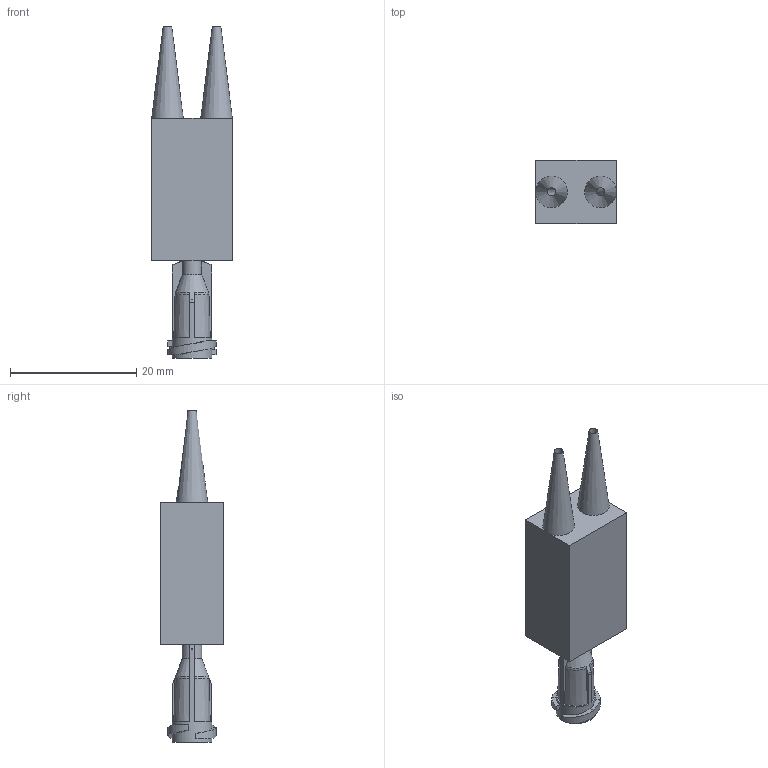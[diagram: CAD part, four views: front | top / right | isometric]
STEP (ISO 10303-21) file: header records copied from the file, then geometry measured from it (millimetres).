
FILE_DESCRIPTION(/* description */ (''),/* implementation_level */ '2;1');
FILE_NAME(/* name */ '2Split YSplit.step',/* time_stamp */ '2025-09-10T09:16:29+03:00',/* author */ (''),/* organization */ (''),/* preprocessor_version */ 'ST-DEVELOPER v20.1',/* originating_system */ 'Autodesk Translation Framework v14.10.0.0',/* authorisation */ '');
FILE_SCHEMA (('AUTOMOTIVE_DESIGN { 1 0 10303 214 3 1 1 }'));
Length unit declared in the file: millimetre
Products named in the file (3): 2 Split Y Split 15 Degree (v3~recovered); 1.35 Needle Design; LuerLock needle
Assembly tree (3 placements, depth 2):
  2 Split Y Split 15 Degree (v3~recovered)
    1.35 Needle Design  x2
    LuerLock needle
Bounding box: 12.76 x 10 x 52.53 mm (x, y, z)
Volume: 3242.5 mm3; surface area: 2403.6 mm2
Topology: 4 solids, 4 shells, 70 faces, 188 edges, 124 vertices
Faces by surface type: plane 30, cone 13, bspline 11, cylinder 8, torus 8
Full cylindrical faces by diameter (mm): 1.35 x4, 3.1 x1, 6.3 x1
Entity records: 2681 total; most frequent: CARTESIAN_POINT 917, ORIENTED_EDGE 364, DIRECTION 314, EDGE_CURVE 182, AXIS2_PLACEMENT_3D 124, VERTEX_POINT 120, EDGE_LOOP 74, FACE_OUTER_BOUND 67
